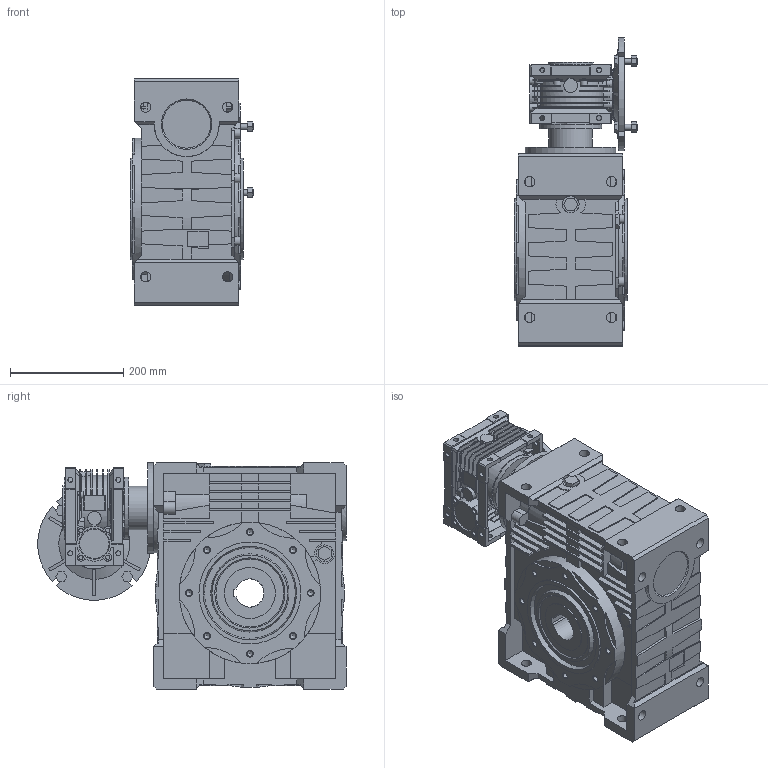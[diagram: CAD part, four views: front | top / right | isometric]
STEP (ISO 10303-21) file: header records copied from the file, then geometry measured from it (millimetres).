
FILE_DESCRIPTION(('STEP AP203'), '1');
FILE_NAME('DRV 063-150 (BS2)', '', ('UNSPECIFIED'), ('UNSPECIFIED'), 'ASCON STEP Converter 1.3', 'ASCON Math Kernel', '');
FILE_SCHEMA(('CONFIG_CONTROL_DESIGN'));
Length unit declared in the file: millimetre
Products named in the file (11): _Gear unit 150; _150-50 (200); _VB 150-42 (42); _Gear unit 63; _063-25 (112); _VB 075-24 (24); _63-80 B5
Assembly tree (10 placements, depth 3):
  (unnamed)
    (unnamed)
      _Gear unit 150
      _150-50 (200)
      _VB 150-42 (42)
    (unnamed)
    (unnamed)
      _Gear unit 63
      _063-25 (112)
      _VB 075-24 (24)
      _63-80 B5
Bounding box: 219 x 544.67 x 400 mm (x, y, z)
Volume: 23253199.1 mm3; surface area: 1432342.4 mm2
Topology: 8 solids, 10 shells, 1825 faces, 4990 edges, 3268 vertices
Faces by surface type: plane 1323, cylinder 370, cone 128, torus 4
Full cylindrical faces by diameter (mm): 6.647 x16, 7.56 x4, 8.78 x14, 10 x8, 10.106 x16, 13 x14, 15.741 x1, 16 x8, 18 x12, 26 x1, 30 x4, 34 x1, 37 x1, 40 x1, 45 x2, 52 x1, 53 x1, 59 x1, 60 x1, 62 x1, 63 x1, 75 x1, 77 x1, 80 x2, 81 x1, 89 x1, 90 x3, 107 x1, 110 x4, 127.74 x1
Entity records: 74022 total; most frequent: CARTESIAN_POINT 13291, ORIENTED_EDGE 9490, DIRECTION 9169, EDGE_CURVE 4745, LINE 3329, VECTOR 3329, VERTEX_POINT 3241, AXIS2_PLACEMENT_3D 2920
